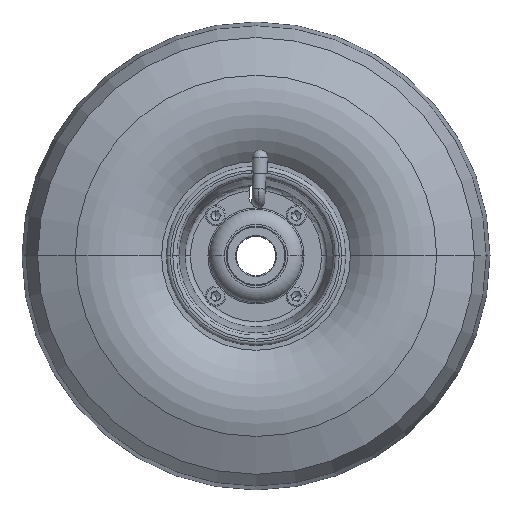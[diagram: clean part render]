
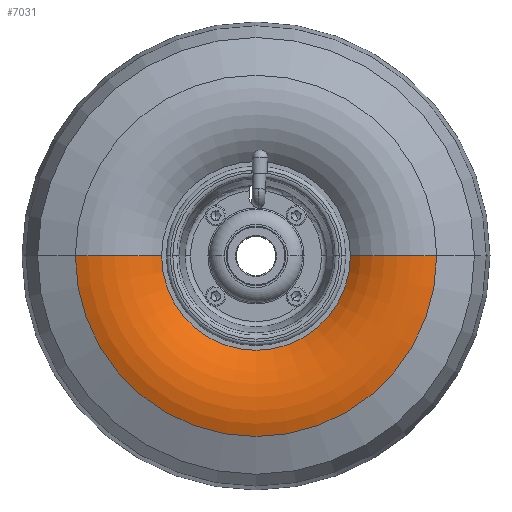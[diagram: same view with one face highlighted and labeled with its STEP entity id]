
A CAD part, top view. The second image highlights one B-rep face of the part: STEP entity #7031.
In plain terms, the highlighted toroidal (fillet/blend) face has major radius 96.207 mm and minor radius 50 mm.
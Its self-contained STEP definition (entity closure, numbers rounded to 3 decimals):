
#2081 = FACE_OUTER_BOUND ( 'NONE', #15160, .T. ) ;
#3073 = AXIS2_PLACEMENT_3D ( 'NONE', #14577, #4585, #9861 ) ;
#4585 = DIRECTION ( 'NONE',  ( 0., 0., 1. ) ) ;
#4693 = AXIS2_PLACEMENT_3D ( 'NONE', #18841, #4829, #8269 ) ;
#4829 = DIRECTION ( 'NONE',  ( 0., -1., 0. ) ) ;
#7031 = ADVANCED_FACE ( 'NONE', ( #2081 ), #7220, .T. ) ;
#7220 = TOROIDAL_SURFACE ( 'NONE', #3073, 96.207, 50. ) ;
#7404 = AXIS2_PLACEMENT_3D ( 'NONE', #18514, #9754, #11414 ) ;
#7880 = VERTEX_POINT ( 'NONE', #11389 ) ;
#7922 = CARTESIAN_POINT ( 'NONE',  ( -60.5, 0., 35. ) ) ;
#8269 = DIRECTION ( 'NONE',  ( 0., 0., -1. ) ) ;
#9754 = DIRECTION ( 'NONE',  ( 0., 0., 1. ) ) ;
#9861 = DIRECTION ( 'NONE',  ( 1., 0., 0. ) ) ;
#10266 = EDGE_CURVE ( 'NONE', #12913, #7880, #19782, .T. ) ;
#10646 = CARTESIAN_POINT ( 'NONE',  ( 0., 0., 35. ) ) ;
#11389 = CARTESIAN_POINT ( 'NONE',  ( 60.5, 0., 35. ) ) ;
#11414 = DIRECTION ( 'NONE',  ( 1., 0., 0. ) ) ;
#11996 = EDGE_CURVE ( 'NONE', #14404, #12913, #20979, .T. ) ;
#12473 = DIRECTION ( 'NONE',  ( 0., 0., 1. ) ) ;
#12913 = VERTEX_POINT ( 'NONE', #7922 ) ;
#13991 = CARTESIAN_POINT ( 'NONE',  ( -115.803, 0., 46. ) ) ;
#14404 = VERTEX_POINT ( 'NONE', #13991 ) ;
#14577 = CARTESIAN_POINT ( 'NONE',  ( 0., 0., 0. ) ) ;
#14966 = CARTESIAN_POINT ( 'NONE',  ( -96.207, 0., 0. ) ) ;
#15113 = DIRECTION ( 'NONE',  ( 0., 1., 0. ) ) ;
#15160 = EDGE_LOOP ( 'NONE', ( #15260, #15321, #17183, #20594 ) ) ;
#15260 = ORIENTED_EDGE ( 'NONE', *, *, #11996, .F. ) ;
#15321 = ORIENTED_EDGE ( 'NONE', *, *, #16172, .T. ) ;
#15959 = DIRECTION ( 'NONE',  ( 1., 0., 0. ) ) ;
#16172 = EDGE_CURVE ( 'NONE', #14404, #21767, #19926, .T. ) ;
#17183 = ORIENTED_EDGE ( 'NONE', *, *, #22603, .T. ) ;
#17667 = CARTESIAN_POINT ( 'NONE',  ( 115.803, 0., 46. ) ) ;
#18483 = DIRECTION ( 'NONE',  ( -1., 0., 0. ) ) ;
#18514 = CARTESIAN_POINT ( 'NONE',  ( 0., 0., 46. ) ) ;
#18841 = CARTESIAN_POINT ( 'NONE',  ( 96.207, 0., 0. ) ) ;
#19782 = CIRCLE ( 'NONE', #20819, 60.5 ) ;
#19926 = CIRCLE ( 'NONE', #7404, 115.803 ) ;
#20506 = CIRCLE ( 'NONE', #4693, 50. ) ;
#20594 = ORIENTED_EDGE ( 'NONE', *, *, #10266, .F. ) ;
#20761 = AXIS2_PLACEMENT_3D ( 'NONE', #14966, #15113, #18483 ) ;
#20819 = AXIS2_PLACEMENT_3D ( 'NONE', #10646, #12473, #15959 ) ;
#20979 = CIRCLE ( 'NONE', #20761, 50. ) ;
#21767 = VERTEX_POINT ( 'NONE', #17667 ) ;
#22603 = EDGE_CURVE ( 'NONE', #21767, #7880, #20506, .T. ) ;
